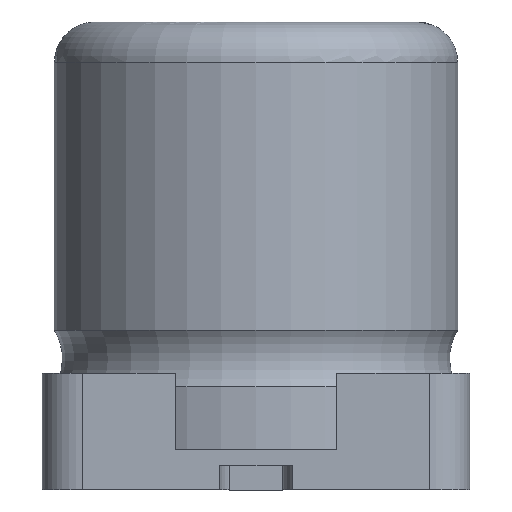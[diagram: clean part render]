
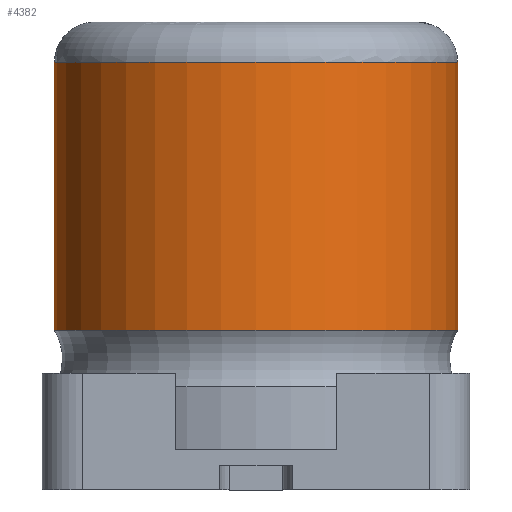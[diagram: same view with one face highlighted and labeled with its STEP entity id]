
A CAD part, left-side view. The second image highlights one B-rep face of the part: STEP entity #4382.
In plain terms, the highlighted cylindrical face has radius 2.5 mm (diameter 5 mm), a full revolution.
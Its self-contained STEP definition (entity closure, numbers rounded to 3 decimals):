
#454=FACE_BOUND('',#851,.T.);
#592=FACE_OUTER_BOUND('',#850,.T.);
#850=EDGE_LOOP('',(#3046));
#851=EDGE_LOOP('',(#3047));
#1887=CIRCLE('',#4653,2.5);
#1888=CIRCLE('',#4655,2.5);
#1924=VERTEX_POINT('',#5589);
#1925=VERTEX_POINT('',#5592);
#2372=EDGE_CURVE('',#1924,#1924,#1887,.T.);
#2373=EDGE_CURVE('',#1925,#1925,#1888,.T.);
#3046=ORIENTED_EDGE('',*,*,#2373,.T.);
#3047=ORIENTED_EDGE('',*,*,#2372,.F.);
#4362=CYLINDRICAL_SURFACE('',#4659,2.5);
#4382=ADVANCED_FACE('',(#592,#454),#4362,.T.);
#4653=AXIS2_PLACEMENT_3D('',#5590,#4846,#4847);
#4655=AXIS2_PLACEMENT_3D('',#5593,#4850,#4851);
#4659=AXIS2_PLACEMENT_3D('',#5599,#4858,#4859);
#4846=DIRECTION('center_axis',(0.,-1.,0.));
#4847=DIRECTION('ref_axis',(1.,0.,0.));
#4850=DIRECTION('center_axis',(0.,-1.,0.));
#4851=DIRECTION('ref_axis',(-1.,0.,0.));
#4858=DIRECTION('center_axis',(0.,-1.,0.));
#4859=DIRECTION('ref_axis',(1.,0.,0.));
#5589=CARTESIAN_POINT('',(2.5,1.48,0.));
#5590=CARTESIAN_POINT('Origin',(0.,1.48,0.));
#5592=CARTESIAN_POINT('',(-2.5,4.8,0.));
#5593=CARTESIAN_POINT('Origin',(0.,4.8,0.));
#5599=CARTESIAN_POINT('Origin',(0.,5.3,0.));
